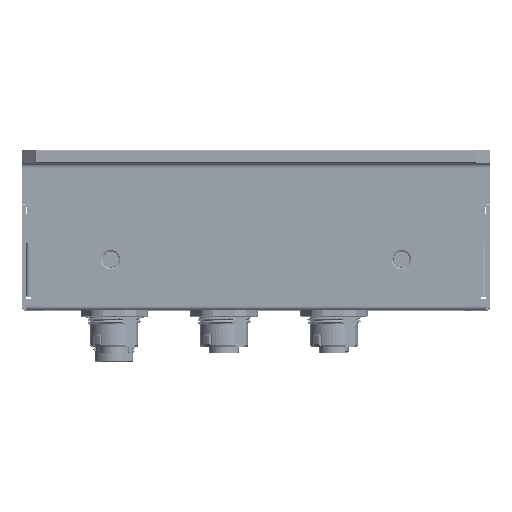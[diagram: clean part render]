
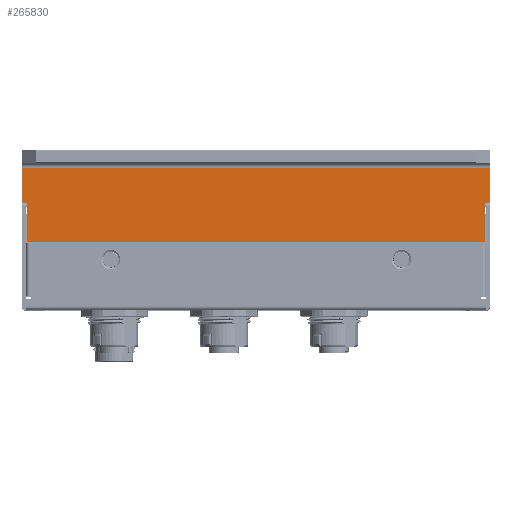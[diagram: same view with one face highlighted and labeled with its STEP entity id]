
A CAD part, top view. The second image highlights one B-rep face of the part: STEP entity #265830.
In plain terms, the highlighted planar face has unit normal (0, 0, 1).
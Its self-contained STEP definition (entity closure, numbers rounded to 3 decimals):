
#11875 = ORIENTED_EDGE ( 'NONE', *, *, #399897, .F. ) ;
#12055 = CARTESIAN_POINT ( 'NONE',  ( 98.483, 21.204, 206. ) ) ;
#19222 = DIRECTION ( 'NONE',  ( -1., 0., 0. ) ) ;
#29009 = LINE ( 'NONE', #428539, #434192 ) ;
#29674 = VERTEX_POINT ( 'NONE', #147431 ) ;
#30442 = EDGE_CURVE ( 'NONE', #378320, #317599, #29009, .T. ) ;
#32414 = CARTESIAN_POINT ( 'NONE',  ( -30.717, 32.204, 206. ) ) ;
#34620 = CARTESIAN_POINT ( 'NONE',  ( 99.883, 21.204, 206. ) ) ;
#35402 = DIRECTION ( 'NONE',  ( 0., 1., 0. ) ) ;
#52426 = ORIENTED_EDGE ( 'NONE', *, *, #482299, .T. ) ;
#65028 = VECTOR ( 'NONE', #35402, 1000. ) ;
#68709 = EDGE_CURVE ( 'NONE', #280546, #317599, #395282, .T. ) ;
#79026 = ORIENTED_EDGE ( 'NONE', *, *, #30442, .F. ) ;
#99179 = ORIENTED_EDGE ( 'NONE', *, *, #102809, .F. ) ;
#102809 = EDGE_CURVE ( 'NONE', #335671, #127734, #319034, .T. ) ;
#116336 = VERTEX_POINT ( 'NONE', #12055 ) ;
#120725 = CARTESIAN_POINT ( 'NONE',  ( -30.717, 9.904, 206. ) ) ;
#127734 = VERTEX_POINT ( 'NONE', #120725 ) ;
#133999 = DIRECTION ( 'NONE',  ( 0., -1., 0. ) ) ;
#136140 = CARTESIAN_POINT ( 'NONE',  ( 99.883, 21.204, 206. ) ) ;
#138400 = VECTOR ( 'NONE', #190162, 1000. ) ;
#147431 = CARTESIAN_POINT ( 'NONE',  ( -30.717, 21.204, 206. ) ) ;
#148409 = EDGE_CURVE ( 'NONE', #127734, #29674, #334833, .T. ) ;
#155627 = DIRECTION ( 'NONE',  ( 0., 1., 0. ) ) ;
#164476 = VECTOR ( 'NONE', #175564, 1000. ) ;
#175564 = DIRECTION ( 'NONE',  ( 1., 0., 0. ) ) ;
#178574 = CARTESIAN_POINT ( 'NONE',  ( -32.117, 30.704, 206. ) ) ;
#186360 = VECTOR ( 'NONE', #19222, 1000. ) ;
#190162 = DIRECTION ( 'NONE',  ( 0., 1., 0. ) ) ;
#194795 = ORIENTED_EDGE ( 'NONE', *, *, #467884, .T. ) ;
#200364 = LINE ( 'NONE', #34620, #396922 ) ;
#200509 = ORIENTED_EDGE ( 'NONE', *, *, #148409, .F. ) ;
#206417 = AXIS2_PLACEMENT_3D ( 'NONE', #461902, #226744, #501379 ) ;
#209915 = LINE ( 'NONE', #248921, #406504 ) ;
#212136 = CARTESIAN_POINT ( 'NONE',  ( 99.883, 9.904, 206. ) ) ;
#214703 = CARTESIAN_POINT ( 'NONE',  ( -32.117, 30.704, 206. ) ) ;
#226744 = DIRECTION ( 'NONE',  ( 0., 0., 1. ) ) ;
#248921 = CARTESIAN_POINT ( 'NONE',  ( 98.483, 32.204, 206. ) ) ;
#257688 = CARTESIAN_POINT ( 'NONE',  ( -32.117, 21.204, 206. ) ) ;
#258593 = ORIENTED_EDGE ( 'NONE', *, *, #68709, .T. ) ;
#264392 = CARTESIAN_POINT ( 'NONE',  ( 99.883, 30.704, 206. ) ) ;
#265830 = ADVANCED_FACE ( 'NONE', ( #376689 ), #303989, .T. ) ;
#280546 = VERTEX_POINT ( 'NONE', #264392 ) ;
#303989 = PLANE ( 'NONE',  #206417 ) ;
#309061 = DIRECTION ( 'NONE',  ( 1., 0., 0. ) ) ;
#317599 = VERTEX_POINT ( 'NONE', #178574 ) ;
#319034 = LINE ( 'NONE', #212136, #411196 ) ;
#328867 = DIRECTION ( 'NONE',  ( -1., 0., 0. ) ) ;
#334833 = LINE ( 'NONE', #32414, #138400 ) ;
#335671 = VERTEX_POINT ( 'NONE', #449157 ) ;
#346331 = ORIENTED_EDGE ( 'NONE', *, *, #457909, .T. ) ;
#376689 = FACE_OUTER_BOUND ( 'NONE', #436187, .T. ) ;
#378234 = LINE ( 'NONE', #505551, #65028 ) ;
#378320 = VERTEX_POINT ( 'NONE', #257688 ) ;
#395282 = LINE ( 'NONE', #214703, #186360 ) ;
#396922 = VECTOR ( 'NONE', #309061, 1000. ) ;
#399897 = EDGE_CURVE ( 'NONE', #116336, #335671, #209915, .T. ) ;
#406504 = VECTOR ( 'NONE', #133999, 1000. ) ;
#411196 = VECTOR ( 'NONE', #328867, 1000. ) ;
#428539 = CARTESIAN_POINT ( 'NONE',  ( -32.117, 32.204, 206. ) ) ;
#434192 = VECTOR ( 'NONE', #155627, 1000. ) ;
#436187 = EDGE_LOOP ( 'NONE', ( #194795, #258593, #79026, #52426, #200509, #99179, #11875, #346331 ) ) ;
#449157 = CARTESIAN_POINT ( 'NONE',  ( 98.483, 9.904, 206. ) ) ;
#457909 = EDGE_CURVE ( 'NONE', #116336, #509268, #200364, .T. ) ;
#461902 = CARTESIAN_POINT ( 'NONE',  ( 99.883, 32.204, 206. ) ) ;
#467630 = CARTESIAN_POINT ( 'NONE',  ( 99.883, 21.204, 206. ) ) ;
#467884 = EDGE_CURVE ( 'NONE', #509268, #280546, #378234, .T. ) ;
#477661 = LINE ( 'NONE', #136140, #164476 ) ;
#482299 = EDGE_CURVE ( 'NONE', #378320, #29674, #477661, .T. ) ;
#501379 = DIRECTION ( 'NONE',  ( 0., 1., 0. ) ) ;
#505551 = CARTESIAN_POINT ( 'NONE',  ( 99.883, 32.204, 206. ) ) ;
#509268 = VERTEX_POINT ( 'NONE', #467630 ) ;
